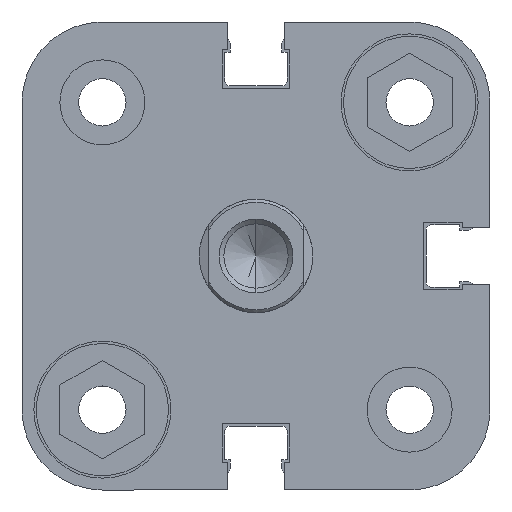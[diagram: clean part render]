
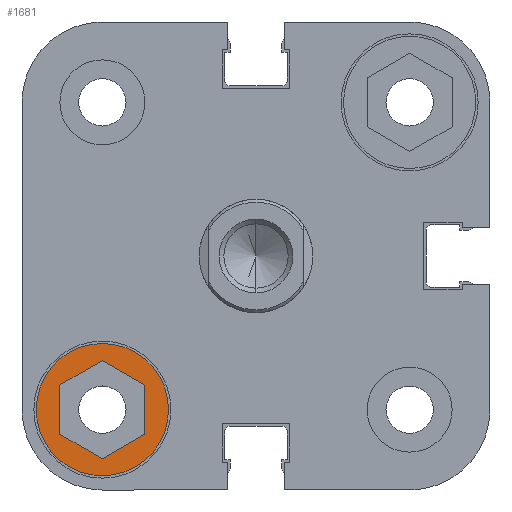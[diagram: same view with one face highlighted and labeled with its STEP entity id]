
A CAD part, left-side view. The second image highlights one B-rep face of the part: STEP entity #1681.
In plain terms, the highlighted planar face has unit normal (-1, 0, 0).
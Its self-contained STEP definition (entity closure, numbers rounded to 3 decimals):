
#880 = ORIENTED_EDGE ( 'NONE', *, *, #4193, .F. ) ;
#881 = ORIENTED_EDGE ( 'NONE', *, *, #4015, .F. ) ;
#882 = ORIENTED_EDGE ( 'NONE', *, *, #4202, .T. ) ;
#883 = ORIENTED_EDGE ( 'NONE', *, *, #4204, .T. ) ;
#884 = ORIENTED_EDGE ( 'NONE', *, *, #4206, .T. ) ;
#885 = ORIENTED_EDGE ( 'NONE', *, *, #4207, .T. ) ;
#886 = ORIENTED_EDGE ( 'NONE', *, *, #4209, .T. ) ;
#939 = FACE_BOUND ( 'NONE', #3523, .T. ) ;
#940 = FACE_OUTER_BOUND ( 'NONE', #3487, .T. ) ;
#1681 = ADVANCED_FACE ( 'NONE', ( #939, #940 ), #2264, .F. ) ;
#1808 = VERTEX_POINT ( 'NONE', #2678 ) ;
#1809 = VERTEX_POINT ( 'NONE', #2679 ) ;
#1810 = VERTEX_POINT ( 'NONE', #2680 ) ;
#1811 = VERTEX_POINT ( 'NONE', #2681 ) ;
#1812 = VERTEX_POINT ( 'NONE', #2682 ) ;
#1813 = VERTEX_POINT ( 'NONE', #2683 ) ;
#1892 = VERTEX_POINT ( 'NONE', #2762 ) ;
#1893 = VERTEX_POINT ( 'NONE', #2763 ) ;
#2256 = CARTESIAN_POINT ( 'NONE',  ( -24.75, 6., 0. ) ) ;
#2264 = PLANE ( 'NONE',  #4392 ) ;
#2265 = DIRECTION ( 'NONE',  ( 1., 0., 0. ) ) ;
#2266 = DIRECTION ( 'NONE',  ( 0., 0., -1. ) ) ;
#2678 = CARTESIAN_POINT ( 'NONE',  ( -24.75, 16.25, -11.054 ) ) ;
#2679 = CARTESIAN_POINT ( 'NONE',  ( -24.75, 11.75, -13.652 ) ) ;
#2680 = CARTESIAN_POINT ( 'NONE',  ( -24.75, 20.75, -13.652 ) ) ;
#2681 = CARTESIAN_POINT ( 'NONE',  ( -24.75, 20.75, -18.848 ) ) ;
#2682 = CARTESIAN_POINT ( 'NONE',  ( -24.75, 16.25, -21.446 ) ) ;
#2683 = CARTESIAN_POINT ( 'NONE',  ( -24.75, 11.75, -18.848 ) ) ;
#2762 = CARTESIAN_POINT ( 'NONE',  ( -24.75, 16.25, -23.25 ) ) ;
#2763 = CARTESIAN_POINT ( 'NONE',  ( -24.75, 16.25, -9.25 ) ) ;
#3487 = EDGE_LOOP ( 'NONE', ( #881, #880 ) ) ;
#3523 = EDGE_LOOP ( 'NONE', ( #6054, #886, #885, #884, #883, #882 ) ) ;
#4015 = EDGE_CURVE ( 'NONE', #1892, #1893, #6628, .T. ) ;
#4193 = EDGE_CURVE ( 'NONE', #1893, #1892, #6932, .T. ) ;
#4199 = EDGE_CURVE ( 'NONE', #1808, #1809, #6938, .T. ) ;
#4202 = EDGE_CURVE ( 'NONE', #1810, #1808, #6941, .T. ) ;
#4204 = EDGE_CURVE ( 'NONE', #1811, #1810, #6943, .T. ) ;
#4206 = EDGE_CURVE ( 'NONE', #1812, #1811, #6945, .T. ) ;
#4207 = EDGE_CURVE ( 'NONE', #1813, #1812, #6956, .T. ) ;
#4209 = EDGE_CURVE ( 'NONE', #1809, #1813, #6947, .T. ) ;
#4392 = AXIS2_PLACEMENT_3D ( 'NONE', #2256, #2265, #2266 ) ;
#4737 = AXIS2_PLACEMENT_3D ( 'NONE', #5648, #5650, #5651 ) ;
#4787 = AXIS2_PLACEMENT_3D ( 'NONE', #6052, #7219, #7220 ) ;
#5648 = CARTESIAN_POINT ( 'NONE',  ( -24.75, 16.25, -16.25 ) ) ;
#5650 = DIRECTION ( 'NONE',  ( 1., 0., 0. ) ) ;
#5651 = DIRECTION ( 'NONE',  ( 0., 0., -1. ) ) ;
#6052 = CARTESIAN_POINT ( 'NONE',  ( -24.75, 16.25, -16.25 ) ) ;
#6054 = ORIENTED_EDGE ( 'NONE', *, *, #4199, .T. ) ;
#6628 = CIRCLE ( 'NONE', #4737, 7. ) ;
#6932 = CIRCLE ( 'NONE', #4787, 7. ) ;
#6938 = LINE ( 'NONE', #7225, #6940 ) ;
#6940 = VECTOR ( 'NONE', #7234, 1000. ) ;
#6941 = LINE ( 'NONE', #7237, #6946 ) ;
#6943 = LINE ( 'NONE', #7239, #6950 ) ;
#6945 = LINE ( 'NONE', #7243, #6954 ) ;
#6946 = VECTOR ( 'NONE', #7240, 1000. ) ;
#6947 = LINE ( 'NONE', #7247, #6960 ) ;
#6950 = VECTOR ( 'NONE', #7244, 1000. ) ;
#6954 = VECTOR ( 'NONE', #7248, 1000. ) ;
#6956 = LINE ( 'NONE', #7249, #6957 ) ;
#6957 = VECTOR ( 'NONE', #7250, 1000. ) ;
#6960 = VECTOR ( 'NONE', #7255, 1000. ) ;
#7219 = DIRECTION ( 'NONE',  ( 1., 0., 0. ) ) ;
#7220 = DIRECTION ( 'NONE',  ( 0., 0., -1. ) ) ;
#7225 = CARTESIAN_POINT ( 'NONE',  ( -24.75, 11.75, -13.652 ) ) ;
#7234 = DIRECTION ( 'NONE',  ( 0., -0.866, -0.5 ) ) ;
#7237 = CARTESIAN_POINT ( 'NONE',  ( -24.75, 16.25, -11.054 ) ) ;
#7239 = CARTESIAN_POINT ( 'NONE',  ( -24.75, 20.75, -13.652 ) ) ;
#7240 = DIRECTION ( 'NONE',  ( 0., -0.866, 0.5 ) ) ;
#7243 = CARTESIAN_POINT ( 'NONE',  ( -24.75, 20.75, -18.848 ) ) ;
#7244 = DIRECTION ( 'NONE',  ( 0., 0., 1. ) ) ;
#7247 = CARTESIAN_POINT ( 'NONE',  ( -24.75, 11.75, -18.848 ) ) ;
#7248 = DIRECTION ( 'NONE',  ( 0., 0.866, 0.5 ) ) ;
#7249 = CARTESIAN_POINT ( 'NONE',  ( -24.75, 16.25, -21.446 ) ) ;
#7250 = DIRECTION ( 'NONE',  ( 0., 0.866, -0.5 ) ) ;
#7255 = DIRECTION ( 'NONE',  ( 0., 0., -1. ) ) ;
